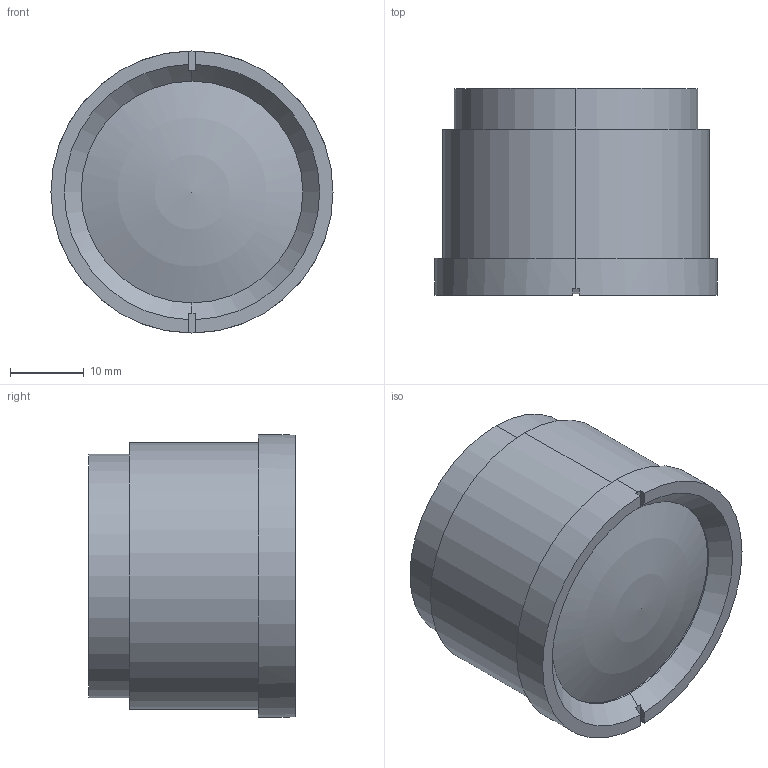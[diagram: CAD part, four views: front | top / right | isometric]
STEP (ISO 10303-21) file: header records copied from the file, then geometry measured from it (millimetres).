
FILE_DESCRIPTION (( 'STEP AP214' ), '1' );
FILE_NAME ('23515-E0W.STEP', '2012-02-13T21:34:27', ( '' ), ( '' ), 'SwSTEP 2.0', 'SolidWorks 2011', '' );
FILE_SCHEMA (( 'AUTOMOTIVE_DESIGN' ));
Length unit declared in the file: inch
Products named in the file (1): 23515-E0W
Bounding box: 38.2 x 28 x 38.2 mm (x, y, z)
Volume: 14243.8 mm3; surface area: 8679.6 mm2
Topology: 2 solids, 2 shells, 40 faces, 98 edges, 64 vertices
Faces by surface type: cylinder 18, plane 14, cone 4, sphere 4
Entity records: 1681 total; most frequent: DIRECTION 212, CARTESIAN_POINT 195, ORIENTED_EDGE 172, AXIS2_PLACEMENT_3D 89, EDGE_CURVE 86, VERTEX_POINT 56, CIRCLE 48, EDGE_LOOP 46
